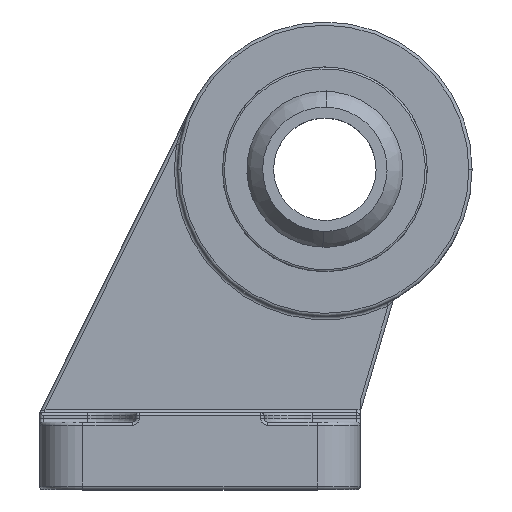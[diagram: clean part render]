
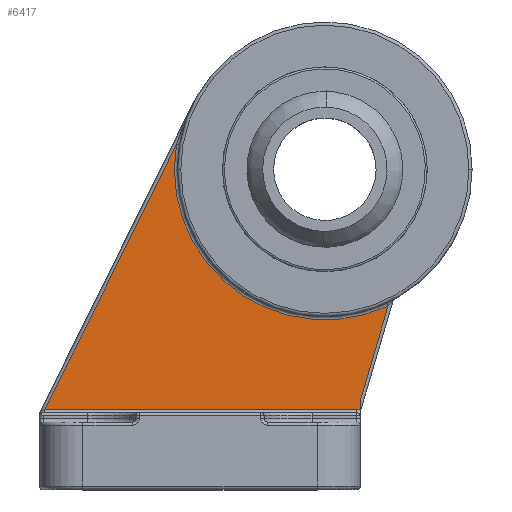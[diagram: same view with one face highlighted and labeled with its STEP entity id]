
A CAD part, top view. The second image highlights one B-rep face of the part: STEP entity #6417.
In plain terms, the highlighted planar face has unit normal (0, 0, 1).
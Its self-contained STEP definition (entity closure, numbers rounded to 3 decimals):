
#40 = ORIENTED_EDGE ( 'NONE', *, *, #1009, .F. ) ;
#66 = EDGE_LOOP ( 'NONE', ( #3994, #6021, #40, #5672, #5248, #2279 ) ) ;
#69 = CARTESIAN_POINT ( 'NONE',  ( 24.5, 12.5, 5. ) ) ;
#70 = CARTESIAN_POINT ( 'NONE',  ( 24.5, 11.5, 5. ) ) ;
#371 = VERTEX_POINT ( 'NONE', #470 ) ;
#456 = CARTESIAN_POINT ( 'NONE',  ( 19.5, 50., 5. ) ) ;
#470 = CARTESIAN_POINT ( 'NONE',  ( -3.672, 53.913, 5. ) ) ;
#676 = LINE ( 'NONE', #1835, #6775 ) ;
#843 = LINE ( 'NONE', #4508, #2830 ) ;
#1009 = EDGE_CURVE ( 'NONE', #5351, #4831, #1484, .T. ) ;
#1051 = CARTESIAN_POINT ( 'NONE',  ( 24.5, 12.5, 5. ) ) ;
#1103 = EDGE_CURVE ( 'NONE', #1568, #4336, #2797, .T. ) ;
#1153 = CARTESIAN_POINT ( 'NONE',  ( 25., 12.366, 5. ) ) ;
#1302 = EDGE_CURVE ( 'NONE', #5081, #371, #6122, .T. ) ;
#1484 = LINE ( 'NONE', #4500, #4326 ) ;
#1568 = VERTEX_POINT ( 'NONE', #1823 ) ;
#1774 = FACE_OUTER_BOUND ( 'NONE', #66, .T. ) ;
#1823 = CARTESIAN_POINT ( 'NONE',  ( -24.194, 12.5, 5. ) ) ;
#1831 = VECTOR ( 'NONE', #4044, 1000. ) ;
#1835 = CARTESIAN_POINT ( 'NONE',  ( -0.66, 59.99, 5. ) ) ;
#2276 = DIRECTION ( 'NONE',  ( 0., -1., 0. ) ) ;
#2279 = ORIENTED_EDGE ( 'NONE', *, *, #6816, .T. ) ;
#2779 = AXIS2_PLACEMENT_3D ( 'NONE', #70, #6376, #4138 ) ;
#2797 = LINE ( 'NONE', #69, #1831 ) ;
#2830 = VECTOR ( 'NONE', #4342, 1000. ) ;
#3247 = DIRECTION ( 'NONE',  ( 1., 0., 0. ) ) ;
#3497 = EDGE_CURVE ( 'NONE', #4336, #4831, #6005, .T. ) ;
#3518 = CARTESIAN_POINT ( 'NONE',  ( 29.385, 28.68, 5. ) ) ;
#3691 = PLANE ( 'NONE',  #6551 ) ;
#3994 = ORIENTED_EDGE ( 'NONE', *, *, #1103, .T. ) ;
#4044 = DIRECTION ( 'NONE',  ( 1., 0., 0. ) ) ;
#4138 = DIRECTION ( 'NONE',  ( 1., 0., 0. ) ) ;
#4326 = VECTOR ( 'NONE', #2276, 1000. ) ;
#4336 = VERTEX_POINT ( 'NONE', #1051 ) ;
#4342 = DIRECTION ( 'NONE',  ( 0.282, 0.959, 0. ) ) ;
#4500 = CARTESIAN_POINT ( 'NONE',  ( 25., 50., 5. ) ) ;
#4508 = CARTESIAN_POINT ( 'NONE',  ( 34.37, 45.626, 5. ) ) ;
#4614 = DIRECTION ( 'NONE',  ( -0.444, -0.896, 0. ) ) ;
#4831 = VERTEX_POINT ( 'NONE', #1153 ) ;
#4837 = AXIS2_PLACEMENT_3D ( 'NONE', #6105, #5616, #6719 ) ;
#4993 = CARTESIAN_POINT ( 'NONE',  ( 25., 13.772, 5. ) ) ;
#5081 = VERTEX_POINT ( 'NONE', #3518 ) ;
#5248 = ORIENTED_EDGE ( 'NONE', *, *, #1302, .T. ) ;
#5351 = VERTEX_POINT ( 'NONE', #4993 ) ;
#5616 = DIRECTION ( 'NONE',  ( 0., 0., -1. ) ) ;
#5672 = ORIENTED_EDGE ( 'NONE', *, *, #6730, .T. ) ;
#6005 = CIRCLE ( 'NONE', #2779, 1. ) ;
#6021 = ORIENTED_EDGE ( 'NONE', *, *, #3497, .T. ) ;
#6105 = CARTESIAN_POINT ( 'NONE',  ( 19.5, 50., 5. ) ) ;
#6122 = CIRCLE ( 'NONE', #4837, 23.5 ) ;
#6264 = DIRECTION ( 'NONE',  ( 0., 0., 1. ) ) ;
#6376 = DIRECTION ( 'NONE',  ( 0., 0., -1. ) ) ;
#6417 = ADVANCED_FACE ( 'NONE', ( #1774 ), #3691, .T. ) ;
#6551 = AXIS2_PLACEMENT_3D ( 'NONE', #456, #6264, #3247 ) ;
#6719 = DIRECTION ( 'NONE',  ( 1., 0., 0. ) ) ;
#6730 = EDGE_CURVE ( 'NONE', #5351, #5081, #843, .T. ) ;
#6775 = VECTOR ( 'NONE', #4614, 1000. ) ;
#6816 = EDGE_CURVE ( 'NONE', #371, #1568, #676, .T. ) ;
